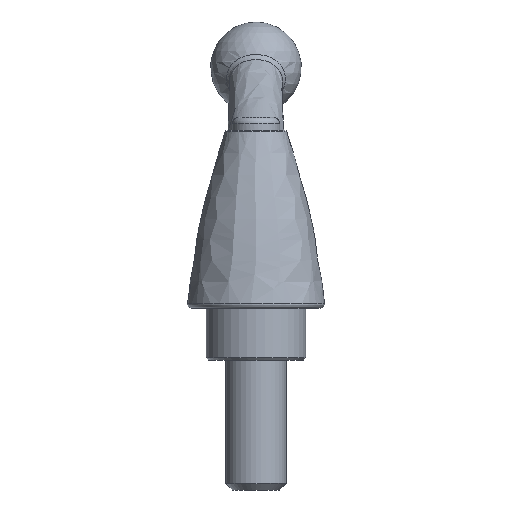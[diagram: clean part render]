
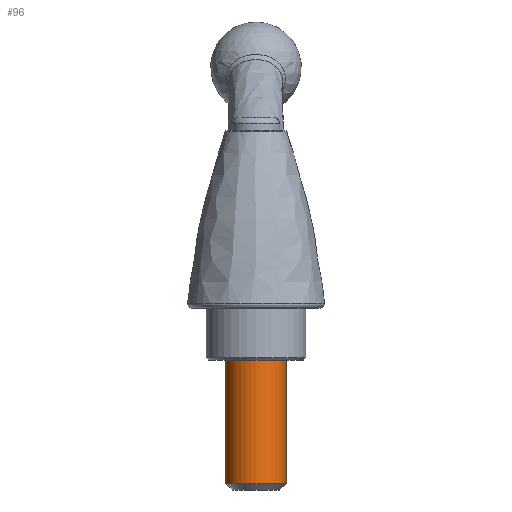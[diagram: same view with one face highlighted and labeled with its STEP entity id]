
A CAD part, left-side view. The second image highlights one B-rep face of the part: STEP entity #96.
In plain terms, the highlighted cylindrical face has radius 7 mm (diameter 14 mm), a full revolution.
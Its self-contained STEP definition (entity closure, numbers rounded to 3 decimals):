
#96 = ADVANCED_FACE( '', ( #202, #203 ), #204, .T. );
#202 = FACE_OUTER_BOUND( '', #4637, .T. );
#203 = FACE_OUTER_BOUND( '', #4638, .T. );
#204 = CYLINDRICAL_SURFACE( '', #4639, 7. );
#4637 = EDGE_LOOP( '', ( #5388 ) );
#4638 = EDGE_LOOP( '', ( #5389 ) );
#4639 = AXIS2_PLACEMENT_3D( '', #5390, #5391, #5392 );
#5388 = ORIENTED_EDGE( '', *, *, #5451, .T. );
#5389 = ORIENTED_EDGE( '', *, *, #5444, .T. );
#5390 = CARTESIAN_POINT( '', ( 0., 0., -42. ) );
#5391 = DIRECTION( '', ( 0., 0., -1. ) );
#5392 = DIRECTION( '', ( 0., -1., 0. ) );
#5444 = EDGE_CURVE( '', #5525, #5525, #5526, .F. );
#5451 = EDGE_CURVE( '', #5534, #5534, #5535, .F. );
#5525 = VERTEX_POINT( '', #7493 );
#5526 = CIRCLE( '', #7494, 7. );
#5534 = VERTEX_POINT( '', #7802 );
#5535 = CIRCLE( '', #7803, 7. );
#7493 = CARTESIAN_POINT( '', ( 0., -7., -12. ) );
#7494 = AXIS2_PLACEMENT_3D( '', #7856, #7857, #7858 );
#7802 = CARTESIAN_POINT( '', ( 0., 7., -40.5 ) );
#7803 = AXIS2_PLACEMENT_3D( '', #7859, #7860, #7861 );
#7856 = CARTESIAN_POINT( '', ( 0., 0., -12. ) );
#7857 = DIRECTION( '', ( 0., 0., 1. ) );
#7858 = DIRECTION( '', ( 0., -1., 0. ) );
#7859 = CARTESIAN_POINT( '', ( 0., 0., -40.5 ) );
#7860 = DIRECTION( '', ( 0., 0., -1. ) );
#7861 = DIRECTION( '', ( 0., 1., 0. ) );
